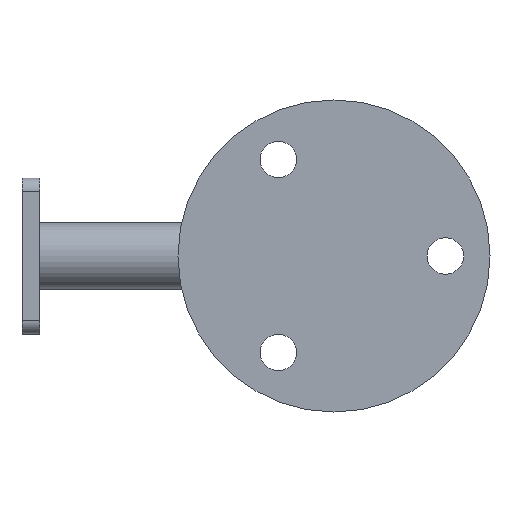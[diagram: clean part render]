
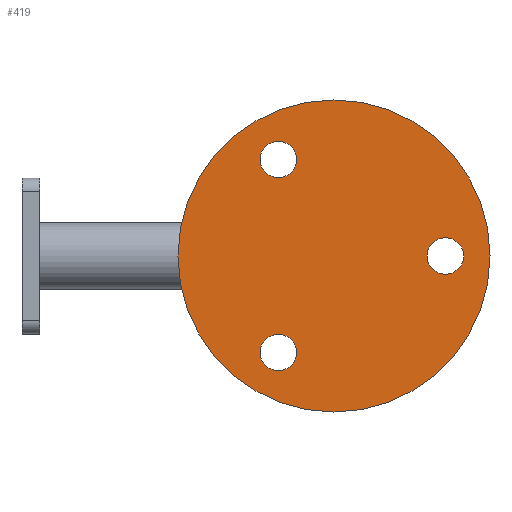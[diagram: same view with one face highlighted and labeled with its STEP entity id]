
A CAD part, left-side view. The second image highlights one B-rep face of the part: STEP entity #419.
In plain terms, the highlighted planar face has unit normal (-1, 0, 0).
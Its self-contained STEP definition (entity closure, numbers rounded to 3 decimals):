
#3 = CARTESIAN_POINT ( 'NONE',  ( 0., 0., 0. ) ) ;
#4 = VERTEX_POINT ( 'NONE', #592 ) ;
#36 = CARTESIAN_POINT ( 'NONE',  ( 0., 0., 0. ) ) ;
#45 = CARTESIAN_POINT ( 'NONE',  ( 0., -25., 0. ) ) ;
#53 = FACE_OUTER_BOUND ( 'NONE', #1250, .T. ) ;
#64 = DIRECTION ( 'NONE',  ( 0., 0., -1. ) ) ;
#114 = AXIS2_PLACEMENT_3D ( 'NONE', #36, #169, #150 ) ;
#150 = DIRECTION ( 'NONE',  ( 0., 0., -1. ) ) ;
#158 = AXIS2_PLACEMENT_3D ( 'NONE', #1294, #398, #1310 ) ;
#169 = DIRECTION ( 'NONE',  ( 1., 0., 0. ) ) ;
#171 = CARTESIAN_POINT ( 'NONE',  ( 0., -25., 0. ) ) ;
#182 = DIRECTION ( 'NONE',  ( 1., 0., 0. ) ) ;
#256 = EDGE_CURVE ( 'NONE', #1256, #700, #362, .T. ) ;
#265 = CIRCLE ( 'NONE', #158, 35. ) ;
#281 = DIRECTION ( 'NONE',  ( 1., 0., 0. ) ) ;
#294 = DIRECTION ( 'NONE',  ( 0., 0., -1. ) ) ;
#295 = CIRCLE ( 'NONE', #578, 4.1 ) ;
#297 = ORIENTED_EDGE ( 'NONE', *, *, #1440, .T. ) ;
#334 = ORIENTED_EDGE ( 'NONE', *, *, #519, .T. ) ;
#340 = EDGE_LOOP ( 'NONE', ( #1121, #683 ) ) ;
#344 = ORIENTED_EDGE ( 'NONE', *, *, #744, .F. ) ;
#346 = CARTESIAN_POINT ( 'NONE',  ( 0., 0., 35. ) ) ;
#362 = CIRCLE ( 'NONE', #1201, 4.1 ) ;
#371 = CARTESIAN_POINT ( 'NONE',  ( 0., -25., -4.1 ) ) ;
#394 = DIRECTION ( 'NONE',  ( 1., 0., 0. ) ) ;
#398 = DIRECTION ( 'NONE',  ( 1., 0., 0. ) ) ;
#419 = ADVANCED_FACE ( 'NONE', ( #629, #1406, #855, #53 ), #1063, .F. ) ;
#421 = DIRECTION ( 'NONE',  ( 1., 0., 0. ) ) ;
#459 = DIRECTION ( 'NONE',  ( 0., 0., -1. ) ) ;
#487 = DIRECTION ( 'NONE',  ( 1., 0., 0. ) ) ;
#503 = CARTESIAN_POINT ( 'NONE',  ( 0., 12.5, 21.651 ) ) ;
#505 = CARTESIAN_POINT ( 'NONE',  ( 0., -25., 4.1 ) ) ;
#519 = EDGE_CURVE ( 'NONE', #700, #1256, #1146, .T. ) ;
#525 = AXIS2_PLACEMENT_3D ( 'NONE', #860, #182, #294 ) ;
#534 = CARTESIAN_POINT ( 'NONE',  ( 0., 0., -35. ) ) ;
#537 = EDGE_CURVE ( 'NONE', #1419, #755, #265, .T. ) ;
#551 = AXIS2_PLACEMENT_3D ( 'NONE', #171, #394, #970 ) ;
#578 = AXIS2_PLACEMENT_3D ( 'NONE', #1348, #421, #881 ) ;
#592 = CARTESIAN_POINT ( 'NONE',  ( 0., 12.5, -17.551 ) ) ;
#594 = CIRCLE ( 'NONE', #1148, 4.1 ) ;
#598 = VERTEX_POINT ( 'NONE', #659 ) ;
#629 = FACE_BOUND ( 'NONE', #340, .T. ) ;
#659 = CARTESIAN_POINT ( 'NONE',  ( 0., 12.5, -25.751 ) ) ;
#664 = ORIENTED_EDGE ( 'NONE', *, *, #984, .T. ) ;
#683 = ORIENTED_EDGE ( 'NONE', *, *, #880, .T. ) ;
#692 = CIRCLE ( 'NONE', #551, 4.1 ) ;
#700 = VERTEX_POINT ( 'NONE', #1323 ) ;
#729 = DIRECTION ( 'NONE',  ( 0., 0., -1. ) ) ;
#744 = EDGE_CURVE ( 'NONE', #755, #1419, #981, .T. ) ;
#755 = VERTEX_POINT ( 'NONE', #346 ) ;
#768 = ORIENTED_EDGE ( 'NONE', *, *, #256, .T. ) ;
#785 = EDGE_LOOP ( 'NONE', ( #664, #297 ) ) ;
#855 = FACE_BOUND ( 'NONE', #991, .T. ) ;
#860 = CARTESIAN_POINT ( 'NONE',  ( 0., 12.5, -21.651 ) ) ;
#863 = AXIS2_PLACEMENT_3D ( 'NONE', #3, #487, #459 ) ;
#880 = EDGE_CURVE ( 'NONE', #1224, #1129, #594, .T. ) ;
#881 = DIRECTION ( 'NONE',  ( 0., 0., -1. ) ) ;
#960 = CIRCLE ( 'NONE', #525, 4.1 ) ;
#970 = DIRECTION ( 'NONE',  ( 0., 0., -1. ) ) ;
#981 = CIRCLE ( 'NONE', #863, 35. ) ;
#984 = EDGE_CURVE ( 'NONE', #598, #4, #960, .T. ) ;
#991 = EDGE_LOOP ( 'NONE', ( #768, #334 ) ) ;
#1063 = PLANE ( 'NONE',  #114 ) ;
#1121 = ORIENTED_EDGE ( 'NONE', *, *, #1219, .T. ) ;
#1129 = VERTEX_POINT ( 'NONE', #371 ) ;
#1146 = CIRCLE ( 'NONE', #1448, 4.1 ) ;
#1148 = AXIS2_PLACEMENT_3D ( 'NONE', #45, #1423, #64 ) ;
#1201 = AXIS2_PLACEMENT_3D ( 'NONE', #1314, #1207, #1390 ) ;
#1207 = DIRECTION ( 'NONE',  ( 1., 0., 0. ) ) ;
#1219 = EDGE_CURVE ( 'NONE', #1129, #1224, #692, .T. ) ;
#1224 = VERTEX_POINT ( 'NONE', #505 ) ;
#1250 = EDGE_LOOP ( 'NONE', ( #344, #1318 ) ) ;
#1256 = VERTEX_POINT ( 'NONE', #1319 ) ;
#1294 = CARTESIAN_POINT ( 'NONE',  ( 0., 0., 0. ) ) ;
#1310 = DIRECTION ( 'NONE',  ( 0., 0., -1. ) ) ;
#1314 = CARTESIAN_POINT ( 'NONE',  ( 0., 12.5, 21.651 ) ) ;
#1318 = ORIENTED_EDGE ( 'NONE', *, *, #537, .F. ) ;
#1319 = CARTESIAN_POINT ( 'NONE',  ( 0., 12.5, 17.551 ) ) ;
#1323 = CARTESIAN_POINT ( 'NONE',  ( 0., 12.5, 25.751 ) ) ;
#1348 = CARTESIAN_POINT ( 'NONE',  ( 0., 12.5, -21.651 ) ) ;
#1390 = DIRECTION ( 'NONE',  ( 0., 0., -1. ) ) ;
#1406 = FACE_BOUND ( 'NONE', #785, .T. ) ;
#1419 = VERTEX_POINT ( 'NONE', #534 ) ;
#1423 = DIRECTION ( 'NONE',  ( 1., 0., 0. ) ) ;
#1440 = EDGE_CURVE ( 'NONE', #4, #598, #295, .T. ) ;
#1448 = AXIS2_PLACEMENT_3D ( 'NONE', #503, #281, #729 ) ;
